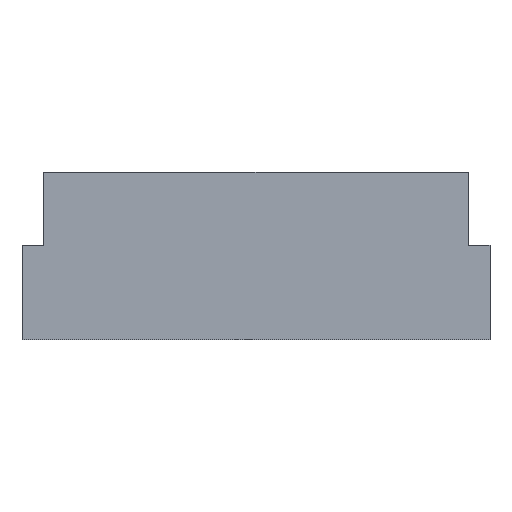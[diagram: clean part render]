
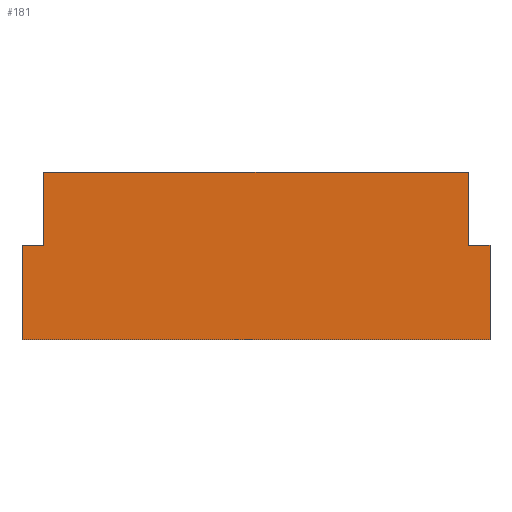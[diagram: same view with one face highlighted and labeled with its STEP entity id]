
A CAD part, front view. The second image highlights one B-rep face of the part: STEP entity #181.
In plain terms, the highlighted planar face has unit normal (0, -1, 0).
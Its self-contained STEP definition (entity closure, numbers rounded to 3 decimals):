
#15=FACE_OUTER_BOUND('',#25,.T.);
#25=EDGE_LOOP('',(#123,#124,#125,#126,#127,#128,#129,#130));
#35=LINE('',#274,#59);
#36=LINE('',#276,#60);
#37=LINE('',#278,#61);
#38=LINE('',#280,#62);
#39=LINE('',#282,#63);
#40=LINE('',#284,#64);
#41=LINE('',#286,#65);
#42=LINE('',#287,#66);
#59=VECTOR('',#228,10.);
#60=VECTOR('',#229,10.);
#61=VECTOR('',#230,10.);
#62=VECTOR('',#231,10.);
#63=VECTOR('',#232,10.);
#64=VECTOR('',#233,10.);
#65=VECTOR('',#234,10.);
#66=VECTOR('',#235,10.);
#83=VERTEX_POINT('',#272);
#84=VERTEX_POINT('',#273);
#85=VERTEX_POINT('',#275);
#86=VERTEX_POINT('',#277);
#87=VERTEX_POINT('',#279);
#88=VERTEX_POINT('',#281);
#89=VERTEX_POINT('',#283);
#90=VERTEX_POINT('',#285);
#99=EDGE_CURVE('',#83,#84,#35,.T.);
#100=EDGE_CURVE('',#84,#85,#36,.T.);
#101=EDGE_CURVE('',#85,#86,#37,.T.);
#102=EDGE_CURVE('',#86,#87,#38,.T.);
#103=EDGE_CURVE('',#87,#88,#39,.T.);
#104=EDGE_CURVE('',#88,#89,#40,.T.);
#105=EDGE_CURVE('',#89,#90,#41,.T.);
#106=EDGE_CURVE('',#90,#83,#42,.T.);
#123=ORIENTED_EDGE('',*,*,#99,.T.);
#124=ORIENTED_EDGE('',*,*,#100,.T.);
#125=ORIENTED_EDGE('',*,*,#101,.T.);
#126=ORIENTED_EDGE('',*,*,#102,.T.);
#127=ORIENTED_EDGE('',*,*,#103,.T.);
#128=ORIENTED_EDGE('',*,*,#104,.T.);
#129=ORIENTED_EDGE('',*,*,#105,.T.);
#130=ORIENTED_EDGE('',*,*,#106,.T.);
#171=PLANE('',#214);
#181=ADVANCED_FACE('',(#15),#171,.T.);
#214=AXIS2_PLACEMENT_3D('',#271,#226,#227);
#226=DIRECTION('center_axis',(0.,-1.,0.));
#227=DIRECTION('ref_axis',(0.,0.,-1.));
#228=DIRECTION('',(-1.,0.,0.));
#229=DIRECTION('',(0.,0.,-1.));
#230=DIRECTION('',(-1.,0.,0.));
#231=DIRECTION('',(0.,0.,-1.));
#232=DIRECTION('',(1.,0.,0.));
#233=DIRECTION('',(0.,0.,1.));
#234=DIRECTION('',(-1.,0.,0.));
#235=DIRECTION('',(0.,0.,1.));
#271=CARTESIAN_POINT('Origin',(0.,-848.,11.45));
#272=CARTESIAN_POINT('',(29.,-848.,22.9));
#273=CARTESIAN_POINT('',(-29.,-848.,22.9));
#274=CARTESIAN_POINT('',(-29.,-848.,22.9));
#275=CARTESIAN_POINT('',(-29.,-848.,12.9));
#276=CARTESIAN_POINT('',(-29.,-848.,12.9));
#277=CARTESIAN_POINT('',(-32.,-848.,12.9));
#278=CARTESIAN_POINT('',(-32.,-848.,12.9));
#279=CARTESIAN_POINT('',(-32.,-848.,0.));
#280=CARTESIAN_POINT('',(-32.,-848.,0.));
#281=CARTESIAN_POINT('',(32.,-848.,0.));
#282=CARTESIAN_POINT('',(32.,-848.,0.));
#283=CARTESIAN_POINT('',(32.,-848.,12.9));
#284=CARTESIAN_POINT('',(32.,-848.,12.9));
#285=CARTESIAN_POINT('',(29.,-848.,12.9));
#286=CARTESIAN_POINT('',(29.,-848.,12.9));
#287=CARTESIAN_POINT('',(29.,-848.,22.9));
